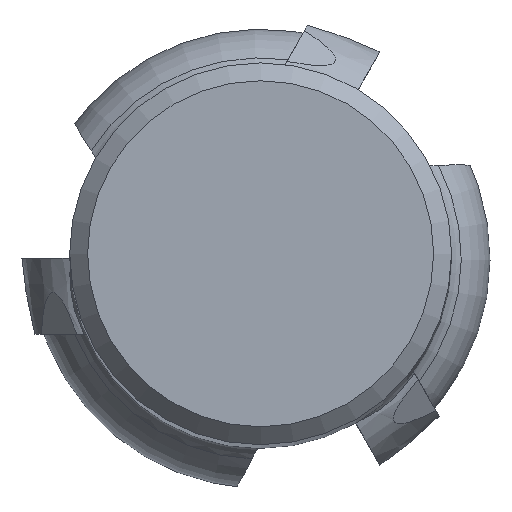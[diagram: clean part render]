
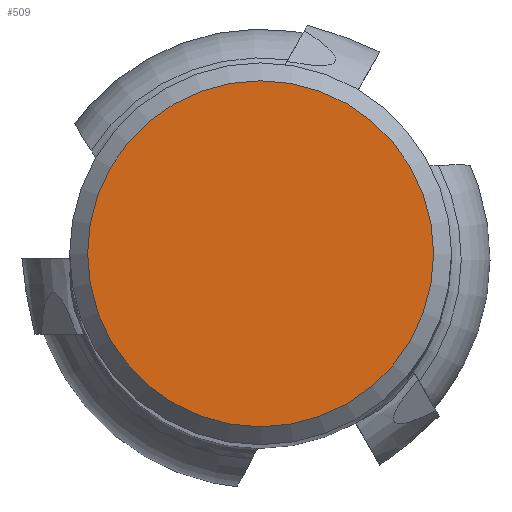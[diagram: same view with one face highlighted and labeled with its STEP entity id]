
A CAD part, top view. The second image highlights one B-rep face of the part: STEP entity #509.
In plain terms, the highlighted planar face has unit normal (0, 0, 1).
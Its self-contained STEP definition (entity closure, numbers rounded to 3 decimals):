
#327=FACE_OUTER_BOUND('',#889,.T.);
#509=ADVANCED_FACE('',(#327),#699,.T.);
#699=PLANE('',#3607);
#889=EDGE_LOOP('',(#1683));
#1683=ORIENTED_EDGE('',*,*,#2938,.F.);
#2596=VERTEX_POINT('',#5356);
#2938=EDGE_CURVE('',#2596,#2596,#3366,.T.);
#3366=CIRCLE('',#3606,14.496);
#3606=AXIS2_PLACEMENT_3D('',#5355,#4071,#4072);
#3607=AXIS2_PLACEMENT_3D('',#5357,#4073,#4074);
#4071=DIRECTION('',(0.,0.,-1.));
#4072=DIRECTION('',(-1.,0.,0.));
#4073=DIRECTION('',(0.,0.,1.));
#4074=DIRECTION('',(1.,0.,0.));
#5355=CARTESIAN_POINT('',(0.,0.,0.));
#5356=CARTESIAN_POINT('',(-14.496,0.,0.));
#5357=CARTESIAN_POINT('',(-14.496,0.,0.));
